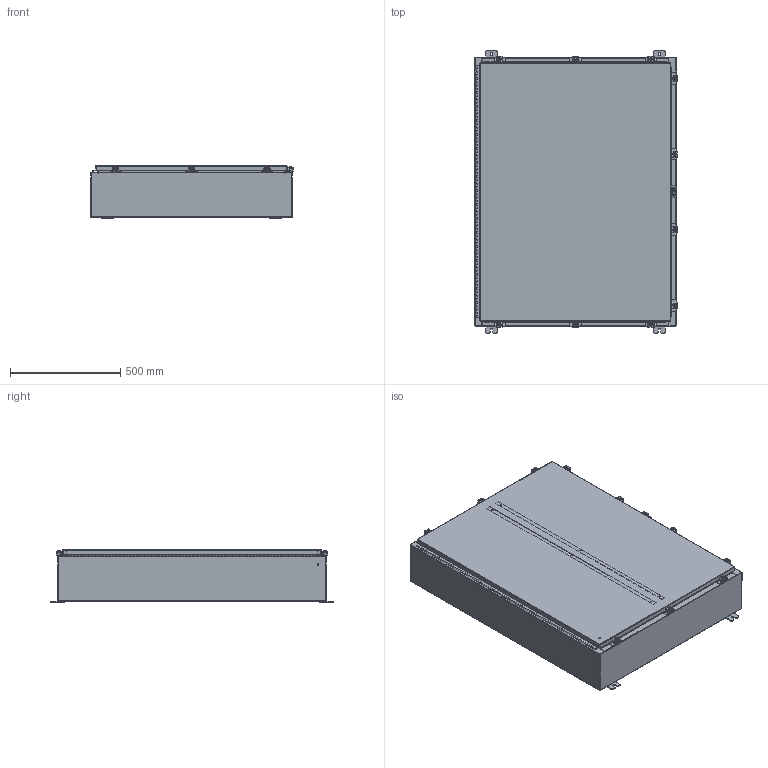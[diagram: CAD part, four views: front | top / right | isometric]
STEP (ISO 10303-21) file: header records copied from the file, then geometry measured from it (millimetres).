
FILE_DESCRIPTION (( 'STEP AP203' ), '1' );
FILE_NAME ('N48H3608SS6WP.STEP', '2014-03-12T16:27:53', ( 'changeme' ), ( 'Microsoft' ), 'SwSTEP 2.0', 'SolidWorks 2013', '' );
FILE_SCHEMA (( 'CONFIG_CONTROL_DESIGN' ));
Length unit declared in the file: inch
Products named in the file (23): N48H3608SS6WP Backpanel; N48H3608SS6WP Cover; N48H3608SS6WP Padlock Staple; N48H3608SS6WP Mounting Studs; N48H3608SS6WP Body; N48H3608SS6WP Enclosure Stiffener; N48H3608SS6WP Hinge Enclosure Side2; N48H3608SS6WP Bottom; N48H3608SS6WP Clamp Bracket; N48H3608SS6WP Hinge Cover Side; N48H3608SS6WP Top; N48H3608SS6WP 22101002; N48H3608SS6WP 125 Pin Hinge; 10_30 CD Stud; N48H3608SS6WP 22104005_DEFAULT; N48H3608SS6WP Mounting Feet; N48H3608SS6WP; N48H3608SS6WP Clamp Top; Quarter-20 CD Stud; N48H3608SS6WP Clamp Assembly; N48H3608SS6WP Door Stiffener; N48H3608SS6WP Standard Clamps; N48H3608SS6WP Padlock Hasp
Assembly tree (49 placements, depth 4):
  N48H3608SS6WP
    N48H3608SS6WP Backpanel
    N48H3608SS6WP Mounting Studs  x8
    N48H3608SS6WP 125 Pin Hinge
      N48H3608SS6WP Hinge Enclosure Side2
      N48H3608SS6WP Hinge Cover Side
    N48H3608SS6WP Mounting Feet  x4
    Quarter-20 CD Stud  x2
    N48H3608SS6WP Door Stiffener
    N48H3608SS6WP Padlock Hasp
    N48H3608SS6WP Padlock Staple
    N48H3608SS6WP Enclosure Stiffener  x2
    N48H3608SS6WP Standard Clamps  x10
      N48H3608SS6WP Clamp Bracket
      N48H3608SS6WP Clamp Assembly
        N48H3608SS6WP 22101002  x2
        N48H3608SS6WP 22104005_DEFAULT
        N48H3608SS6WP Clamp Top
    N48H3608SS6WP Cover
    N48H3608SS6WP Body
    N48H3608SS6WP Bottom
    N48H3608SS6WP Top
    10_30 CD Stud  x6
Bounding box: 919.75 x 1282.7 x 238.47 mm (x, y, z)
Volume: 9846477.4 mm3; surface area: 9625955.7 mm2
Topology: 82 solids, 82 shells, 3115 faces, 7769 edges, 4870 vertices
Faces by surface type: plane 1586, cylinder 1301, torus 104, cone 104, bspline 20
Entity records: 55301 total; most frequent: CARTESIAN_POINT 9634, DIRECTION 9328, ORIENTED_EDGE 8692, EDGE_CURVE 4346, AXIS2_PLACEMENT_3D 3272, LINE 2784, VECTOR 2784, VERTEX_POINT 2676
